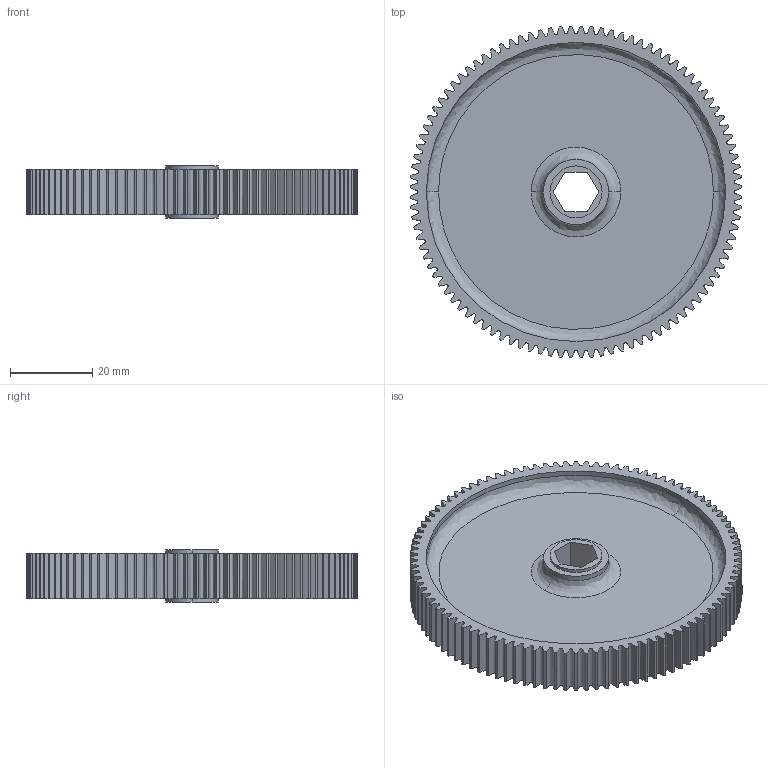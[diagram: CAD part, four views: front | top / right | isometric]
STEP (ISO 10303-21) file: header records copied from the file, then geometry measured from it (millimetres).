
FILE_DESCRIPTION (( 'STEP AP214' ), '1' );
FILE_NAME ('WCP-0745 Rev1.step', '2022-11-27T23:21:41', ( '' ), ( '' ), 'SwSTEP 2.0', 'SolidWorks 2020', '' );
FILE_SCHEMA (( 'AUTOMOTIVE_DESIGN' ));
Length unit declared in the file: inch
Products named in the file (1): WCP-0745 Rev1
Bounding box: 80.94 x 80.94 x 12.7 mm (x, y, z)
Volume: 18772.8 mm3; surface area: 17306.8 mm2
Topology: 1 solids, 1 shells, 234 faces, 670 edges, 444 vertices
Faces by surface type: cylinder 112, bspline 108, plane 14
Entity records: 39242 total; most frequent: CARTESIAN_POINT 33593, ORIENTED_EDGE 1340, DIRECTION 948, EDGE_CURVE 670, VERTEX_POINT 444, AXIS2_PLACEMENT_3D 359, EDGE_LOOP 242, ADVANCED_FACE 234
